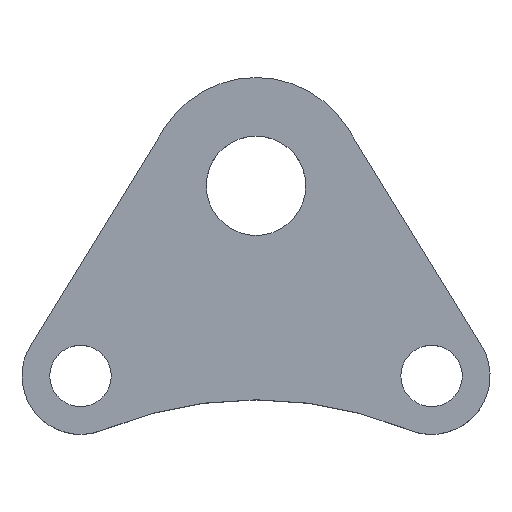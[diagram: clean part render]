
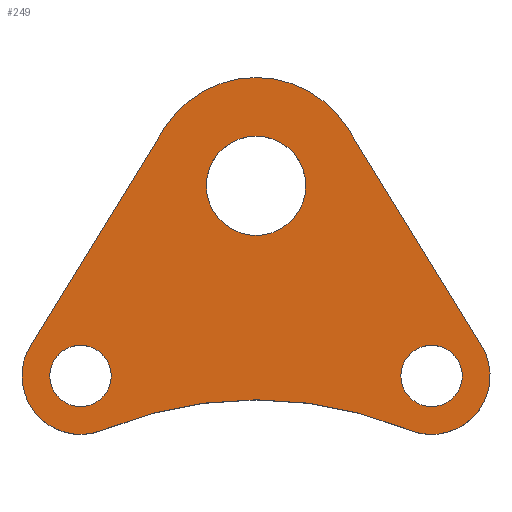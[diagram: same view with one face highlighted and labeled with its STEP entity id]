
A CAD part, top view. The second image highlights one B-rep face of the part: STEP entity #249.
In plain terms, the highlighted planar face has unit normal (0, 0, 1).
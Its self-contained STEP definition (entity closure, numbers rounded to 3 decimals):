
#8 = CARTESIAN_POINT ( 'NONE',  ( 35.25, -32.5, 7.5 ) ) ;
#10 = AXIS2_PLACEMENT_3D ( 'NONE', #374, #238, #69 ) ;
#18 = DIRECTION ( 'NONE',  ( 0., 0., 1. ) ) ;
#22 = ORIENTED_EDGE ( 'NONE', *, *, #294, .T. ) ;
#28 = CIRCLE ( 'NONE', #355, 8.5 ) ;
#34 = VERTEX_POINT ( 'NONE', #357 ) ;
#37 = AXIS2_PLACEMENT_3D ( 'NONE', #466, #123, #511 ) ;
#40 = FACE_BOUND ( 'NONE', #244, .T. ) ;
#44 = VERTEX_POINT ( 'NONE', #226 ) ;
#47 = ORIENTED_EDGE ( 'NONE', *, *, #392, .F. ) ;
#55 = EDGE_CURVE ( 'NONE', #324, #455, #170, .T. ) ;
#61 = CARTESIAN_POINT ( 'NONE',  ( 24.75, -32.5, 7.5 ) ) ;
#62 = CARTESIAN_POINT ( 'NONE',  ( 0., 0., 7.5 ) ) ;
#64 = CIRCLE ( 'NONE', #361, 5.25 ) ;
#69 = DIRECTION ( 'NONE',  ( 1., 0., 0. ) ) ;
#88 = ORIENTED_EDGE ( 'NONE', *, *, #182, .T. ) ;
#91 = CIRCLE ( 'NONE', #396, 18.5 ) ;
#98 = AXIS2_PLACEMENT_3D ( 'NONE', #341, #425, #472 ) ;
#101 = VERTEX_POINT ( 'NONE', #321 ) ;
#103 = DIRECTION ( 'NONE',  ( 0., 0., 1. ) ) ;
#104 = CIRCLE ( 'NONE', #255, 5.25 ) ;
#105 = CIRCLE ( 'NONE', #230, 8.5 ) ;
#113 = PLANE ( 'NONE',  #10 ) ;
#116 = EDGE_CURVE ( 'NONE', #320, #101, #28, .T. ) ;
#121 = VERTEX_POINT ( 'NONE', #61 ) ;
#122 = CARTESIAN_POINT ( 'NONE',  ( -38.515, -27.256, 7.5 ) ) ;
#123 = DIRECTION ( 'NONE',  ( 0., 0., 1. ) ) ;
#133 = CARTESIAN_POINT ( 'NONE',  ( 30., -32.5, 7.5 ) ) ;
#142 = ORIENTED_EDGE ( 'NONE', *, *, #147, .F. ) ;
#147 = EDGE_CURVE ( 'NONE', #101, #320, #105, .T. ) ;
#149 = CARTESIAN_POINT ( 'NONE',  ( -26.203, -41.751, 7.5 ) ) ;
#154 = CIRCLE ( 'NONE', #98, 5.25 ) ;
#156 = VERTEX_POINT ( 'NONE', #149 ) ;
#161 = CARTESIAN_POINT ( 'NONE',  ( -30., -32.5, 7.5 ) ) ;
#165 = CARTESIAN_POINT ( 'NONE',  ( -38.515, -27.256, 7.5 ) ) ;
#169 = VECTOR ( 'NONE', #560, 1000. ) ;
#170 = CIRCLE ( 'NONE', #308, 10. ) ;
#176 = EDGE_CURVE ( 'NONE', #393, #503, #307, .T. ) ;
#182 = EDGE_CURVE ( 'NONE', #34, #44, #91, .T. ) ;
#183 = ORIENTED_EDGE ( 'NONE', *, *, #452, .F. ) ;
#188 = EDGE_LOOP ( 'NONE', ( #142, #563 ) ) ;
#190 = DIRECTION ( 'NONE',  ( 1., 0., 0. ) ) ;
#193 = DIRECTION ( 'NONE',  ( 1., 0., 0. ) ) ;
#200 = EDGE_CURVE ( 'NONE', #417, #334, #64, .T. ) ;
#204 = LINE ( 'NONE', #464, #169 ) ;
#226 = CARTESIAN_POINT ( 'NONE',  ( -15.752, 9.702, 7.5 ) ) ;
#228 = CARTESIAN_POINT ( 'NONE',  ( 0., 0., 7.5 ) ) ;
#230 = AXIS2_PLACEMENT_3D ( 'NONE', #228, #544, #190 ) ;
#231 = ORIENTED_EDGE ( 'NONE', *, *, #352, .T. ) ;
#236 = DIRECTION ( 'NONE',  ( 0., 0., 1. ) ) ;
#238 = DIRECTION ( 'NONE',  ( 0., 0., 1. ) ) ;
#244 = EDGE_LOOP ( 'NONE', ( #183, #251 ) ) ;
#247 = AXIS2_PLACEMENT_3D ( 'NONE', #161, #515, #564 ) ;
#249 = ADVANCED_FACE ( 'NONE', ( #40, #326, #332, #258 ), #113, .T. ) ;
#251 = ORIENTED_EDGE ( 'NONE', *, *, #282, .F. ) ;
#254 = DIRECTION ( 'NONE',  ( 1., 0., 0. ) ) ;
#255 = AXIS2_PLACEMENT_3D ( 'NONE', #133, #521, #254 ) ;
#256 = CARTESIAN_POINT ( 'NONE',  ( 0., -105.582, 7.5 ) ) ;
#258 = FACE_BOUND ( 'NONE', #450, .T. ) ;
#271 = DIRECTION ( 'NONE',  ( 1., 0., 0. ) ) ;
#275 = ORIENTED_EDGE ( 'NONE', *, *, #176, .T. ) ;
#282 = EDGE_CURVE ( 'NONE', #499, #121, #454, .T. ) ;
#285 = DIRECTION ( 'NONE',  ( 1., 0., 0. ) ) ;
#294 = EDGE_CURVE ( 'NONE', #455, #34, #204, .T. ) ;
#307 = CIRCLE ( 'NONE', #385, 10. ) ;
#308 = AXIS2_PLACEMENT_3D ( 'NONE', #435, #443, #271 ) ;
#320 = VERTEX_POINT ( 'NONE', #457 ) ;
#321 = CARTESIAN_POINT ( 'NONE',  ( -8.5, 0., 7.5 ) ) ;
#322 = AXIS2_PLACEMENT_3D ( 'NONE', #256, #478, #567 ) ;
#324 = VERTEX_POINT ( 'NONE', #513 ) ;
#326 = FACE_OUTER_BOUND ( 'NONE', #459, .T. ) ;
#332 = FACE_BOUND ( 'NONE', #188, .T. ) ;
#334 = VERTEX_POINT ( 'NONE', #337 ) ;
#335 = CARTESIAN_POINT ( 'NONE',  ( 0., 0., 7.5 ) ) ;
#337 = CARTESIAN_POINT ( 'NONE',  ( -24.75, -32.5, 7.5 ) ) ;
#341 = CARTESIAN_POINT ( 'NONE',  ( -30., -32.5, 7.5 ) ) ;
#342 = EDGE_CURVE ( 'NONE', #503, #156, #371, .T. ) ;
#343 = CARTESIAN_POINT ( 'NONE',  ( 38.515, -27.256, 7.5 ) ) ;
#352 = EDGE_CURVE ( 'NONE', #44, #393, #546, .T. ) ;
#355 = AXIS2_PLACEMENT_3D ( 'NONE', #62, #103, #364 ) ;
#357 = CARTESIAN_POINT ( 'NONE',  ( 15.752, 9.702, 7.5 ) ) ;
#359 = ORIENTED_EDGE ( 'NONE', *, *, #200, .F. ) ;
#361 = AXIS2_PLACEMENT_3D ( 'NONE', #416, #553, #193 ) ;
#364 = DIRECTION ( 'NONE',  ( 1., 0., 0. ) ) ;
#371 = CIRCLE ( 'NONE', #247, 10. ) ;
#374 = CARTESIAN_POINT ( 'NONE',  ( -30., -32.5, 7.5 ) ) ;
#378 = CIRCLE ( 'NONE', #322, 69. ) ;
#385 = AXIS2_PLACEMENT_3D ( 'NONE', #405, #18, #505 ) ;
#392 = EDGE_CURVE ( 'NONE', #334, #417, #154, .T. ) ;
#393 = VERTEX_POINT ( 'NONE', #122 ) ;
#396 = AXIS2_PLACEMENT_3D ( 'NONE', #335, #236, #285 ) ;
#405 = CARTESIAN_POINT ( 'NONE',  ( -30., -32.5, 7.5 ) ) ;
#406 = ORIENTED_EDGE ( 'NONE', *, *, #550, .T. ) ;
#416 = CARTESIAN_POINT ( 'NONE',  ( -30., -32.5, 7.5 ) ) ;
#417 = VERTEX_POINT ( 'NONE', #474 ) ;
#425 = DIRECTION ( 'NONE',  ( 0., 0., 1. ) ) ;
#433 = DIRECTION ( 'NONE',  ( -0.524, -0.851, 0. ) ) ;
#435 = CARTESIAN_POINT ( 'NONE',  ( 30., -32.5, 7.5 ) ) ;
#436 = ORIENTED_EDGE ( 'NONE', *, *, #55, .T. ) ;
#437 = CARTESIAN_POINT ( 'NONE',  ( -40., -32.5, 7.5 ) ) ;
#441 = ORIENTED_EDGE ( 'NONE', *, *, #342, .T. ) ;
#443 = DIRECTION ( 'NONE',  ( 0., 0., 1. ) ) ;
#450 = EDGE_LOOP ( 'NONE', ( #359, #47 ) ) ;
#452 = EDGE_CURVE ( 'NONE', #121, #499, #104, .T. ) ;
#454 = CIRCLE ( 'NONE', #37, 5.25 ) ;
#455 = VERTEX_POINT ( 'NONE', #343 ) ;
#457 = CARTESIAN_POINT ( 'NONE',  ( 8.5, 0., 7.5 ) ) ;
#459 = EDGE_LOOP ( 'NONE', ( #275, #441, #406, #436, #22, #88, #231 ) ) ;
#464 = CARTESIAN_POINT ( 'NONE',  ( 15.752, 9.702, 7.5 ) ) ;
#466 = CARTESIAN_POINT ( 'NONE',  ( 30., -32.5, 7.5 ) ) ;
#472 = DIRECTION ( 'NONE',  ( 1., 0., 0. ) ) ;
#474 = CARTESIAN_POINT ( 'NONE',  ( -35.25, -32.5, 7.5 ) ) ;
#478 = DIRECTION ( 'NONE',  ( 0., 0., -1. ) ) ;
#499 = VERTEX_POINT ( 'NONE', #8 ) ;
#503 = VERTEX_POINT ( 'NONE', #437 ) ;
#505 = DIRECTION ( 'NONE',  ( 1., 0., 0. ) ) ;
#511 = DIRECTION ( 'NONE',  ( 1., 0., 0. ) ) ;
#513 = CARTESIAN_POINT ( 'NONE',  ( 26.203, -41.751, 7.5 ) ) ;
#515 = DIRECTION ( 'NONE',  ( 0., 0., 1. ) ) ;
#521 = DIRECTION ( 'NONE',  ( 0., 0., 1. ) ) ;
#544 = DIRECTION ( 'NONE',  ( 0., 0., 1. ) ) ;
#546 = LINE ( 'NONE', #165, #552 ) ;
#550 = EDGE_CURVE ( 'NONE', #156, #324, #378, .T. ) ;
#552 = VECTOR ( 'NONE', #433, 1000. ) ;
#553 = DIRECTION ( 'NONE',  ( 0., 0., 1. ) ) ;
#560 = DIRECTION ( 'NONE',  ( -0.524, 0.851, 0. ) ) ;
#563 = ORIENTED_EDGE ( 'NONE', *, *, #116, .F. ) ;
#564 = DIRECTION ( 'NONE',  ( 1., 0., 0. ) ) ;
#567 = DIRECTION ( 'NONE',  ( 1., 0., 0. ) ) ;
